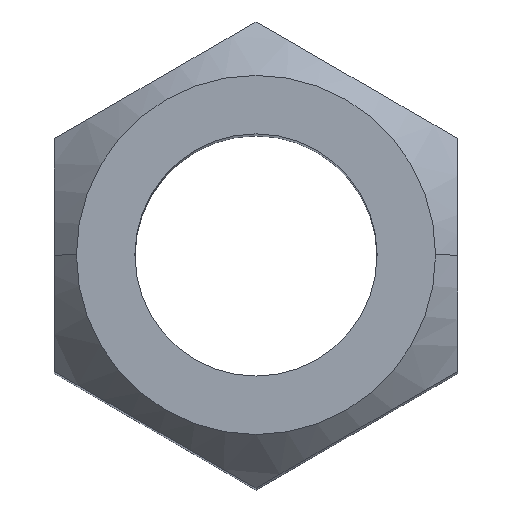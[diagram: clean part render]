
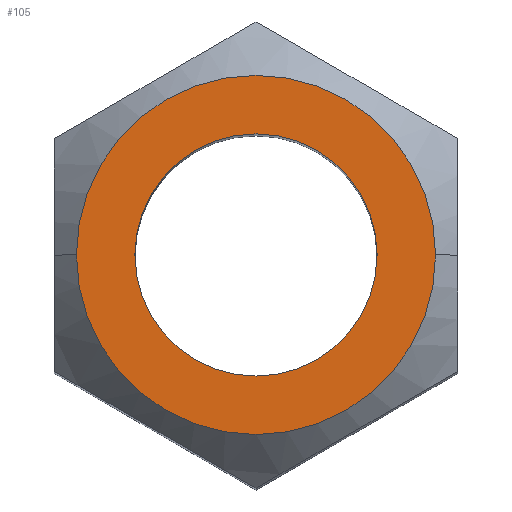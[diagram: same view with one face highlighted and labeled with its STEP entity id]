
A CAD part, top view. The second image highlights one B-rep face of the part: STEP entity #105.
In plain terms, the highlighted planar face has unit normal (0, 0, 1).
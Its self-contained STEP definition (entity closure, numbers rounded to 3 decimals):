
#7 = CARTESIAN_POINT ( 'NONE',  ( 0., 0., 8. ) ) ;
#24 = CIRCLE ( 'NONE', #212, 1.65 ) ;
#26 = EDGE_LOOP ( 'NONE', ( #89, #155 ) ) ;
#50 = VERTEX_POINT ( 'NONE', #430 ) ;
#56 = DIRECTION ( 'NONE',  ( 1., 0., 0. ) ) ;
#57 = EDGE_CURVE ( 'NONE', #50, #357, #610, .T. ) ;
#85 = FACE_BOUND ( 'NONE', #217, .T. ) ;
#89 = ORIENTED_EDGE ( 'NONE', *, *, #522, .F. ) ;
#102 = AXIS2_PLACEMENT_3D ( 'NONE', #456, #177, #501 ) ;
#105 = ADVANCED_FACE ( 'NONE', ( #377, #85 ), #162, .T. ) ;
#124 = CIRCLE ( 'NONE', #573, 2.446 ) ;
#150 = VERTEX_POINT ( 'NONE', #586 ) ;
#155 = ORIENTED_EDGE ( 'NONE', *, *, #175, .F. ) ;
#162 = PLANE ( 'NONE',  #537 ) ;
#170 = VERTEX_POINT ( 'NONE', #399 ) ;
#175 = EDGE_CURVE ( 'NONE', #150, #170, #124, .T. ) ;
#177 = DIRECTION ( 'NONE',  ( 0., 0., -1. ) ) ;
#208 = DIRECTION ( 'NONE',  ( 0., 0., 1. ) ) ;
#210 = CIRCLE ( 'NONE', #102, 2.446 ) ;
#212 = AXIS2_PLACEMENT_3D ( 'NONE', #558, #284, #604 ) ;
#217 = EDGE_LOOP ( 'NONE', ( #246, #319 ) ) ;
#218 = CARTESIAN_POINT ( 'NONE',  ( 0., 0., 8. ) ) ;
#239 = CARTESIAN_POINT ( 'NONE',  ( 1.65, 0., 8. ) ) ;
#246 = ORIENTED_EDGE ( 'NONE', *, *, #278, .F. ) ;
#270 = DIRECTION ( 'NONE',  ( 1., 0., 0. ) ) ;
#278 = EDGE_CURVE ( 'NONE', #357, #50, #24, .T. ) ;
#284 = DIRECTION ( 'NONE',  ( 0., 0., 1. ) ) ;
#319 = ORIENTED_EDGE ( 'NONE', *, *, #57, .F. ) ;
#343 = DIRECTION ( 'NONE',  ( 0., 0., 1. ) ) ;
#357 = VERTEX_POINT ( 'NONE', #239 ) ;
#377 = FACE_OUTER_BOUND ( 'NONE', #26, .T. ) ;
#392 = CARTESIAN_POINT ( 'NONE',  ( 0., 0., 8. ) ) ;
#399 = CARTESIAN_POINT ( 'NONE',  ( 2.446, 0., 8. ) ) ;
#413 = AXIS2_PLACEMENT_3D ( 'NONE', #7, #343, #56 ) ;
#430 = CARTESIAN_POINT ( 'NONE',  ( -1.65, 0., 8. ) ) ;
#456 = CARTESIAN_POINT ( 'NONE',  ( 0., 0., 8. ) ) ;
#501 = DIRECTION ( 'NONE',  ( 1., 0., 0. ) ) ;
#522 = EDGE_CURVE ( 'NONE', #170, #150, #210, .T. ) ;
#536 = DIRECTION ( 'NONE',  ( 1., 0., 0. ) ) ;
#537 = AXIS2_PLACEMENT_3D ( 'NONE', #392, #208, #536 ) ;
#546 = DIRECTION ( 'NONE',  ( 0., 0., -1. ) ) ;
#558 = CARTESIAN_POINT ( 'NONE',  ( 0., 0., 8. ) ) ;
#573 = AXIS2_PLACEMENT_3D ( 'NONE', #218, #546, #270 ) ;
#586 = CARTESIAN_POINT ( 'NONE',  ( -2.446, 0., 8. ) ) ;
#604 = DIRECTION ( 'NONE',  ( 1., 0., 0. ) ) ;
#610 = CIRCLE ( 'NONE', #413, 1.65 ) ;
